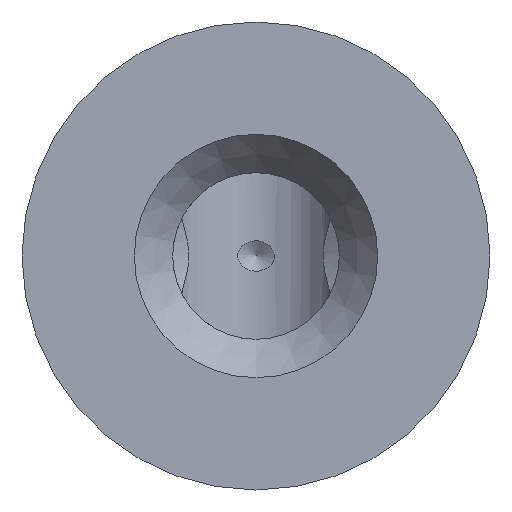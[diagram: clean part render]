
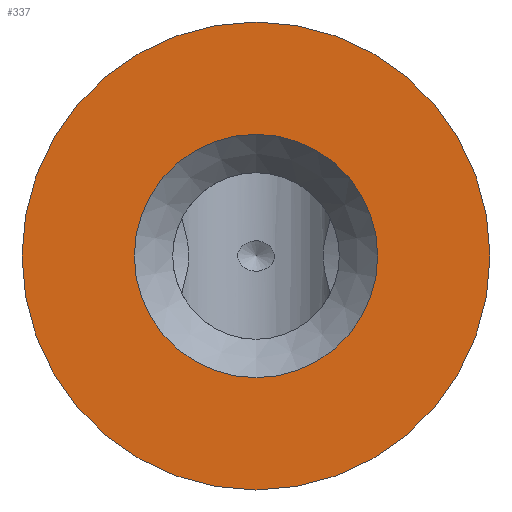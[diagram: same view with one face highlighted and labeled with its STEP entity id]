
A CAD part, front view. The second image highlights one B-rep face of the part: STEP entity #337.
In plain terms, the highlighted planar face has unit normal (0, -1, 0).
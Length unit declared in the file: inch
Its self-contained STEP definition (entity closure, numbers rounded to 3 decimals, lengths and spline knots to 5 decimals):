
#50 = AXIS2_PLACEMENT_3D ( 'NONE', #146, #547, #492 ) ;
#78 = ORIENTED_EDGE ( 'NONE', *, *, #204, .T. ) ;
#146 = CARTESIAN_POINT ( 'NONE',  ( 0., 0., 0. ) ) ;
#156 = AXIS2_PLACEMENT_3D ( 'NONE', #442, #496, #734 ) ;
#191 = FACE_BOUND ( 'NONE', #267, .T. ) ;
#202 = CARTESIAN_POINT ( 'NONE',  ( 0., 0., -0.065 ) ) ;
#204 = EDGE_CURVE ( 'NONE', #628, #628, #427, .T. ) ;
#259 = EDGE_CURVE ( 'NONE', #560, #560, #319, .T. ) ;
#267 = EDGE_LOOP ( 'NONE', ( #719 ) ) ;
#319 = CIRCLE ( 'NONE', #50, 0.065 ) ;
#324 = CARTESIAN_POINT ( 'NONE',  ( 0., 0., -0.125 ) ) ;
#325 = EDGE_LOOP ( 'NONE', ( #78 ) ) ;
#337 = ADVANCED_FACE ( 'NONE', ( #191, #612 ), #557, .T. ) ;
#340 = DIRECTION ( 'NONE',  ( 0., 0., -1. ) ) ;
#344 = AXIS2_PLACEMENT_3D ( 'NONE', #348, #402, #340 ) ;
#348 = CARTESIAN_POINT ( 'NONE',  ( 0., 0., 0. ) ) ;
#402 = DIRECTION ( 'NONE',  ( 0., -1., 0. ) ) ;
#427 = CIRCLE ( 'NONE', #344, 0.125 ) ;
#442 = CARTESIAN_POINT ( 'NONE',  ( 0., 0., 0. ) ) ;
#492 = DIRECTION ( 'NONE',  ( 0., 0., -1. ) ) ;
#496 = DIRECTION ( 'NONE',  ( 0., -1., 0. ) ) ;
#547 = DIRECTION ( 'NONE',  ( 0., -1., 0. ) ) ;
#557 = PLANE ( 'NONE',  #156 ) ;
#560 = VERTEX_POINT ( 'NONE', #202 ) ;
#612 = FACE_OUTER_BOUND ( 'NONE', #325, .T. ) ;
#628 = VERTEX_POINT ( 'NONE', #324 ) ;
#719 = ORIENTED_EDGE ( 'NONE', *, *, #259, .F. ) ;
#734 = DIRECTION ( 'NONE',  ( 0., 0., -1. ) ) ;
